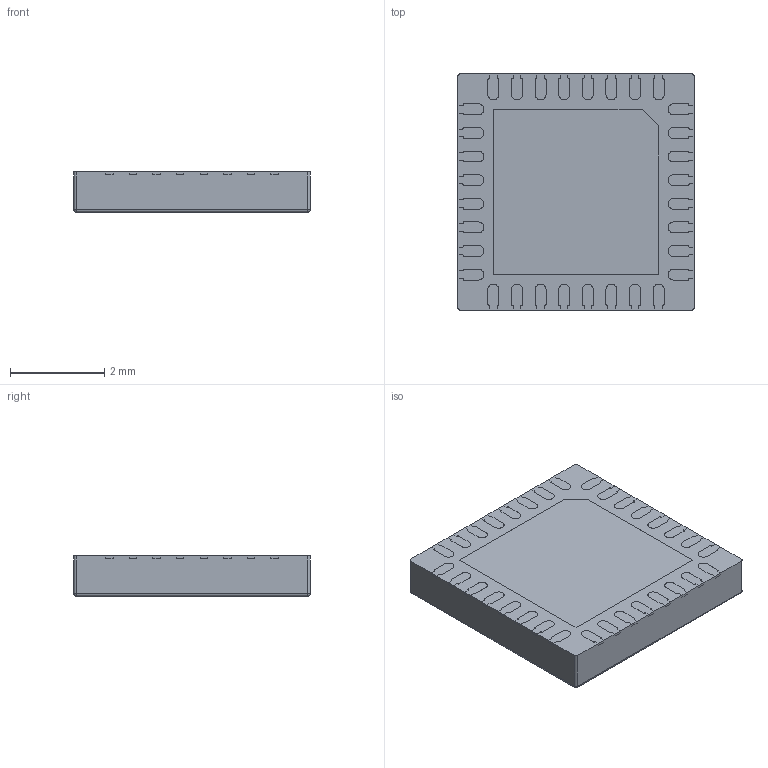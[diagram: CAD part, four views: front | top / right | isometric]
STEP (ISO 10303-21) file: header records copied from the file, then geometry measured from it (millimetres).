
FILE_DESCRIPTION (( 'STEP AP214' ), '1' );
FILE_NAME ('8ABFE92C-948A-4FC6-A76E-D0840F6529FB.STEP', '2024-11-22T12:49:02', ( '' ), ( '' ), 'SwSTEP 2.0', 'SolidWorks 2022', '' );
FILE_SCHEMA (( 'AUTOMOTIVE_DESIGN' ));
Length unit declared in the file: millimetre
Products named in the file (1): 8ABFE92C-948A-4FC6-A76E-D0840F6529FB
Bounding box: 5 x 5 x 0.85 mm (x, y, z)
Surface area: 66.5 mm2 (no closed solid volume)
Topology: 0 solids, 561 shells, 561 faces, 3508 edges, 3504 vertices
Faces by surface type: plane 372, cylinder 178, bspline 7, sphere 4
Entity records: 36181 total; most frequent: CARTESIAN_POINT 10347, DIRECTION 5104, VERTEX_POINT 3504, EDGE_CURVE 3504, ORIENTED_EDGE 3504, LINE 2602, VECTOR 2602, AXIS2_PLACEMENT_3D 1251
